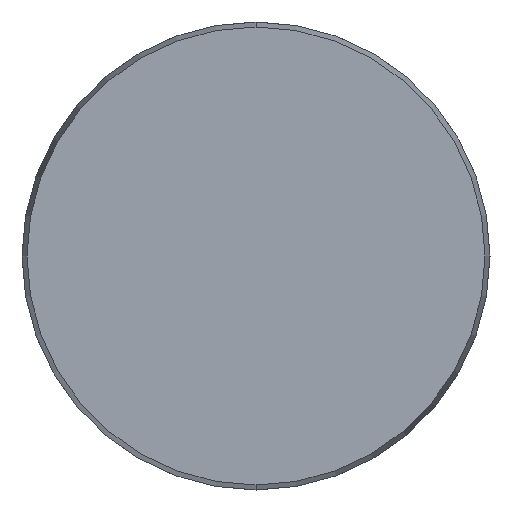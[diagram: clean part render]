
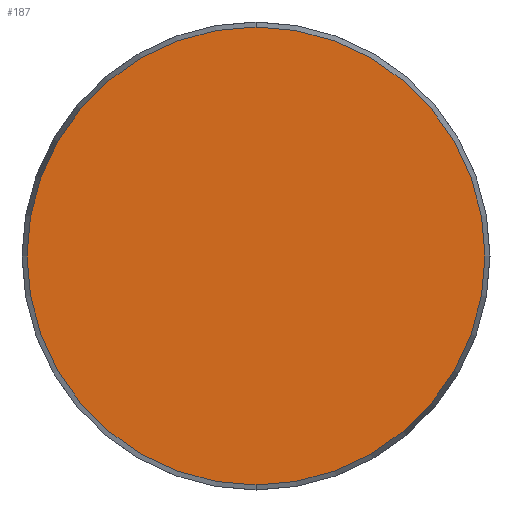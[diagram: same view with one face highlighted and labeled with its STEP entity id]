
A CAD part, front view. The second image highlights one B-rep face of the part: STEP entity #187.
In plain terms, the highlighted planar face has unit normal (0, -1, 0).
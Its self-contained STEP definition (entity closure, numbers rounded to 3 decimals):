
#101 = AXIS2_PLACEMENT_3D ( 'NONE', #168, #633, #268 ) ;
#112 = VERTEX_POINT ( 'NONE', #503 ) ;
#117 = DIRECTION ( 'NONE',  ( 0., 0., -1. ) ) ;
#155 = DIRECTION ( 'NONE',  ( 0., 0., 1. ) ) ;
#168 = CARTESIAN_POINT ( 'NONE',  ( 0., 0., 0. ) ) ;
#187 = ADVANCED_FACE ( 'NONE', ( #1085 ), #973, .F. ) ;
#267 = EDGE_CURVE ( 'NONE', #864, #112, #439, .T. ) ;
#268 = DIRECTION ( 'NONE',  ( 0., 0., -1. ) ) ;
#311 = CIRCLE ( 'NONE', #971, 39.143 ) ;
#390 = CARTESIAN_POINT ( 'NONE',  ( 0., 0., 39.143 ) ) ;
#430 = EDGE_LOOP ( 'NONE', ( #904, #1014 ) ) ;
#439 = CIRCLE ( 'NONE', #101, 39.143 ) ;
#503 = CARTESIAN_POINT ( 'NONE',  ( 0., 0., -39.143 ) ) ;
#567 = CARTESIAN_POINT ( 'NONE',  ( 0., 0., 0. ) ) ;
#633 = DIRECTION ( 'NONE',  ( 0., -1., 0. ) ) ;
#842 = AXIS2_PLACEMENT_3D ( 'NONE', #1149, #963, #155 ) ;
#857 = EDGE_CURVE ( 'NONE', #112, #864, #311, .T. ) ;
#864 = VERTEX_POINT ( 'NONE', #390 ) ;
#904 = ORIENTED_EDGE ( 'NONE', *, *, #267, .T. ) ;
#930 = DIRECTION ( 'NONE',  ( 0., -1., 0. ) ) ;
#963 = DIRECTION ( 'NONE',  ( 0., 1., 0. ) ) ;
#971 = AXIS2_PLACEMENT_3D ( 'NONE', #567, #930, #117 ) ;
#973 = PLANE ( 'NONE',  #842 ) ;
#1014 = ORIENTED_EDGE ( 'NONE', *, *, #857, .T. ) ;
#1085 = FACE_OUTER_BOUND ( 'NONE', #430, .T. ) ;
#1149 = CARTESIAN_POINT ( 'NONE',  ( -39.143, 0., 0. ) ) ;
